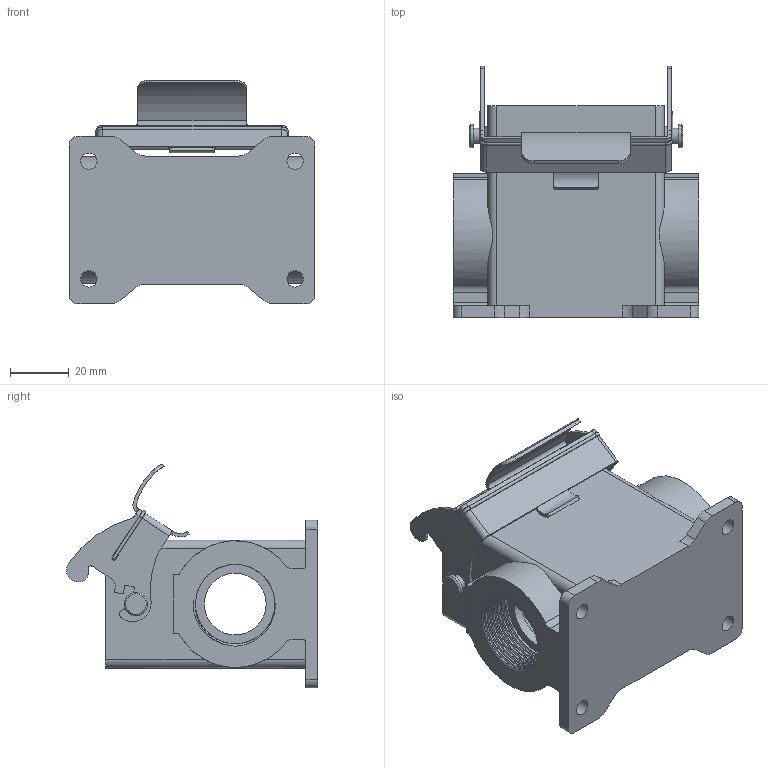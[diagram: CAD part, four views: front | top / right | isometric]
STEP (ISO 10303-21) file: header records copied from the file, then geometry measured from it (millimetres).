
FILE_DESCRIPTION (( 'STEP AP214' ), '1' );
FILE_NAME ('ZP-MC06B-2-SSM21ML.STEP', '2011-11-21T14:36:24', ( '.adc' ), ( '' ), 'SwSTEP 2.0', 'SolidWorks 2011', '' );
FILE_SCHEMA (( 'AUTOMOTIVE_DESIGN' ));
Length unit declared in the file: millimetre
Products named in the file (1): ZP-MC06B-2-SSM21ML
Bounding box: 83.5 x 85.35 x 76.07 mm (x, y, z)
Volume: 101194.3 mm3; surface area: 47435.7 mm2
Topology: 2 solids, 2 shells, 279 faces, 762 edges, 496 vertices
Faces by surface type: cylinder 145, plane 98, bspline 27, cone 4, sphere 4, torus 1
Full cylindrical faces by diameter (mm): 3.5 x4, 5.169 x2, 5.5 x4, 8 x2, 21 x2, 27 x18
Entity records: 11584 total; most frequent: CARTESIAN_POINT 4768, ORIENTED_EDGE 1360, DIRECTION 1338, EDGE_CURVE 680, AXIS2_PLACEMENT_3D 498, VERTEX_POINT 454, VECTOR 342, LINE 342
